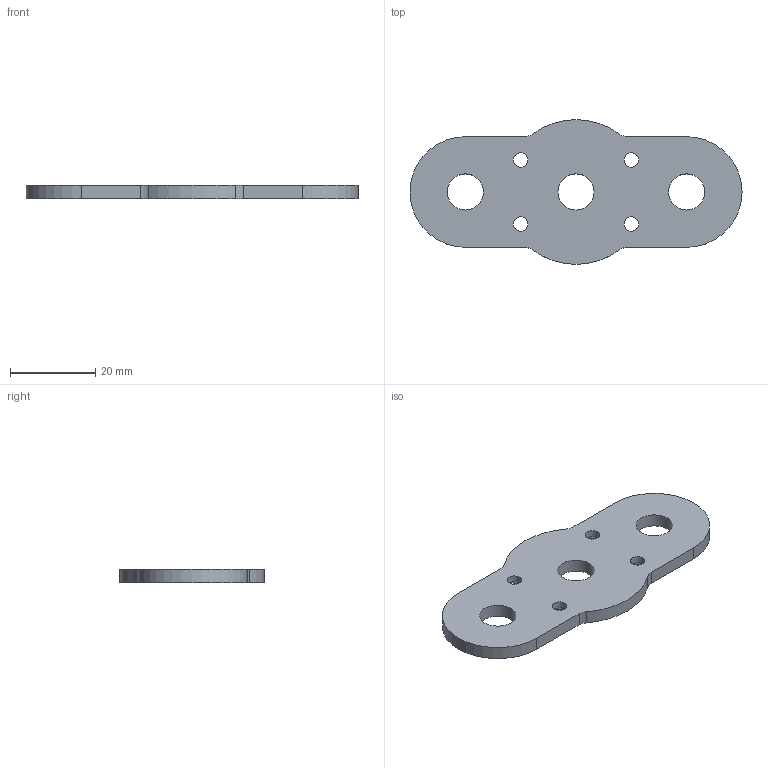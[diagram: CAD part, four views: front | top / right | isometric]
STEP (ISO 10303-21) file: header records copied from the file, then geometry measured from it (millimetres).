
FILE_DESCRIPTION(/* description */ ('SPRING END PLATE'),/* implementation_level */ '2;1');
FILE_NAME(/* name */ 'OH3A3-202_SPRING END PLATE_-_V19.step',/* time_stamp */ '2023-06-02T20:03:14-05:00',/* author */ (''),/* organization */ (''),/* preprocessor_version */ 'ST-DEVELOPER v19.2',/* originating_system */ 'Autodesk Translation Framework v12.4.0.73',/* authorisation */ '');
FILE_SCHEMA (('AUTOMOTIVE_DESIGN { 1 0 10303 214 3 1 1 }'));
Length unit declared in the file: millimetre
Products named in the file (1): OH3A3-202
Bounding box: 78 x 34 x 3.17 mm (x, y, z)
Volume: 5647 mm3; surface area: 4558.7 mm2
Topology: 1 solids, 1 shells, 25 faces, 65 edges, 42 vertices
Faces by surface type: cylinder 15, plane 6, cone 4
Full cylindrical faces by diameter (mm): 3.4 x4, 8.5 x3
Entity records: 849 total; most frequent: DIRECTION 151, CARTESIAN_POINT 133, ORIENTED_EDGE 130, EDGE_CURVE 65, AXIS2_PLACEMENT_3D 60, VERTEX_POINT 42, EDGE_LOOP 39, CIRCLE 34
